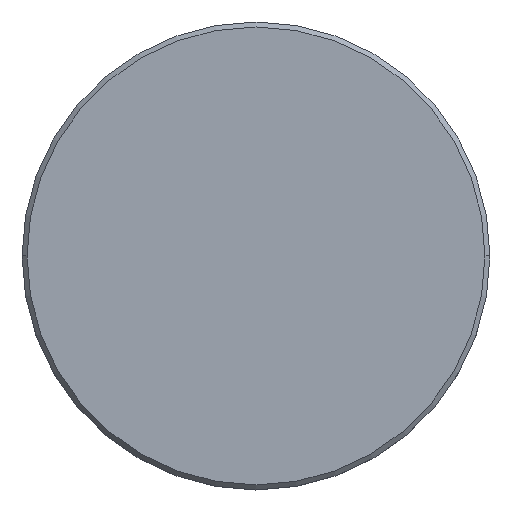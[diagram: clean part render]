
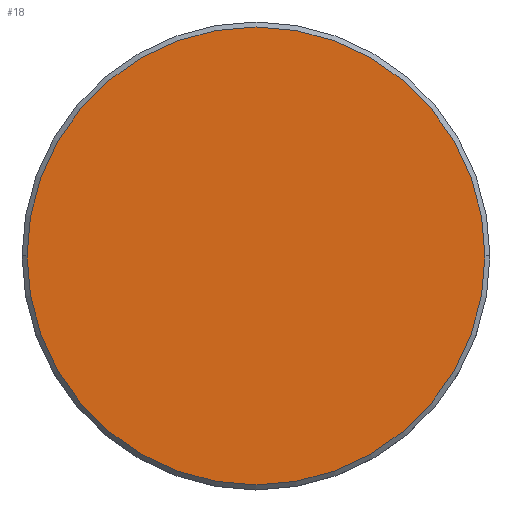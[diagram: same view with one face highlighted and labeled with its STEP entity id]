
A CAD part, top view. The second image highlights one B-rep face of the part: STEP entity #18.
In plain terms, the highlighted planar face has unit normal (0, 0, 1).
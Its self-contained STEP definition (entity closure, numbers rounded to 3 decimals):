
#18 = ADVANCED_FACE ( 'NONE', ( #335 ), #318, .T. ) ;
#19 = EDGE_LOOP ( 'NONE', ( #40, #866 ) ) ;
#40 = ORIENTED_EDGE ( 'NONE', *, *, #749, .T. ) ;
#51 = AXIS2_PLACEMENT_3D ( 'NONE', #65, #506, #1145 ) ;
#65 = CARTESIAN_POINT ( 'NONE',  ( 0., 0., 0. ) ) ;
#140 = DIRECTION ( 'NONE',  ( 1., 0., 0. ) ) ;
#225 = DIRECTION ( 'NONE',  ( 0., 0., 1. ) ) ;
#318 = PLANE ( 'NONE',  #51 ) ;
#335 = FACE_OUTER_BOUND ( 'NONE', #19, .T. ) ;
#355 = CIRCLE ( 'NONE', #419, 23. ) ;
#378 = CIRCLE ( 'NONE', #957, 23. ) ;
#394 = VERTEX_POINT ( 'NONE', #767 ) ;
#419 = AXIS2_PLACEMENT_3D ( 'NONE', #1144, #870, #889 ) ;
#498 = VERTEX_POINT ( 'NONE', #504 ) ;
#504 = CARTESIAN_POINT ( 'NONE',  ( 23., 0., 0. ) ) ;
#506 = DIRECTION ( 'NONE',  ( 0., 0., 1. ) ) ;
#749 = EDGE_CURVE ( 'NONE', #394, #498, #378, .T. ) ;
#767 = CARTESIAN_POINT ( 'NONE',  ( -23., 0., 0. ) ) ;
#770 = CARTESIAN_POINT ( 'NONE',  ( 0., 0., 0. ) ) ;
#866 = ORIENTED_EDGE ( 'NONE', *, *, #1078, .T. ) ;
#870 = DIRECTION ( 'NONE',  ( 0., 0., 1. ) ) ;
#889 = DIRECTION ( 'NONE',  ( 1., 0., 0. ) ) ;
#957 = AXIS2_PLACEMENT_3D ( 'NONE', #770, #225, #140 ) ;
#1078 = EDGE_CURVE ( 'NONE', #498, #394, #355, .T. ) ;
#1144 = CARTESIAN_POINT ( 'NONE',  ( 0., 0., 0. ) ) ;
#1145 = DIRECTION ( 'NONE',  ( 1., 0., 0. ) ) ;
